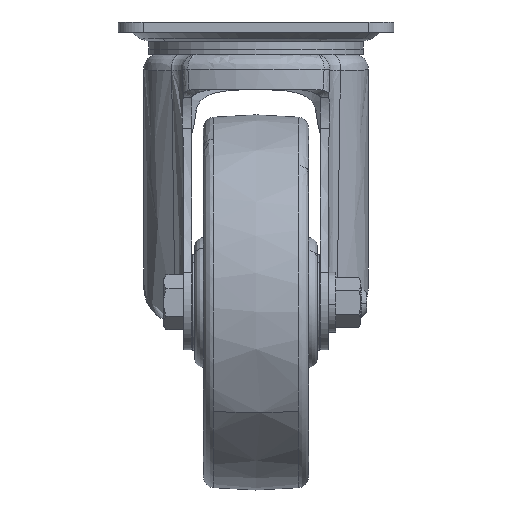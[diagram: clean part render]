
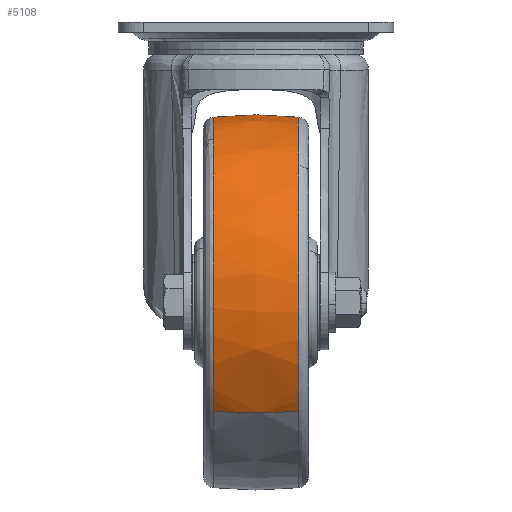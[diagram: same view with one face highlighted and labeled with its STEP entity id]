
A CAD part, left-side view. The second image highlights one B-rep face of the part: STEP entity #5108.
In plain terms, the highlighted free-form (B-spline) face has degree [2, 2] with [5, 7] control points.
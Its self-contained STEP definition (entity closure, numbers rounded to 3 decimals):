
#4800=CARTESIAN_POINT('',(-89.996,-17.01,-57.4));
#4801=VERTEX_POINT('',#4800);
#4802=CARTESIAN_POINT('',(-99.893,-17.01,-155.515));
#4803=VERTEX_POINT('',#4802);
#4804=CARTESIAN_POINT('',(-89.996,-17.01,-57.4));
#4805=CARTESIAN_POINT('',(-138.746,-17.01,-102.039));
#4806=CARTESIAN_POINT('',(-99.893,-17.01,-155.515));
#4814=(BOUNDED_CURVE()B_SPLINE_CURVE(2,(#4804,#4805,#4806),.UNSPECIFIED.,.F.,.U.)B_SPLINE_CURVE_WITH_KNOTS((3,3),(0.77,1.0),.UNSPECIFIED.)CURVE()GEOMETRIC_REPRESENTATION_ITEM()RATIONAL_B_SPLINE_CURVE((0.958,0.73,1.0))REPRESENTATION_ITEM(''));
#4815=EDGE_CURVE('',#4801,#4803,#4814,.T.);
#4894=CARTESIAN_POINT('',(19.893,-17.01,-68.485));
#4895=VERTEX_POINT('',#4894);
#4896=CARTESIAN_POINT('',(19.893,-17.01,-68.485));
#4897=CARTESIAN_POINT('',(-23.622,-17.01,-8.591));
#4898=CARTESIAN_POINT('',(-83.515,-17.01,-52.107));
#4899=CARTESIAN_POINT('',(-86.906,-17.01,-54.57));
#4900=CARTESIAN_POINT('',(-89.996,-17.01,-57.4));
#4908=(BOUNDED_CURVE()B_SPLINE_CURVE(2,(#4896,#4897,#4898,#4899,#4900),.UNSPECIFIED.,.F.,.U.)B_SPLINE_CURVE_WITH_KNOTS((3,2,3),(0.5,0.75,0.77),.UNSPECIFIED.)CURVE()GEOMETRIC_REPRESENTATION_ITEM()RATIONAL_B_SPLINE_CURVE((1.0,0.707,1.0,0.977,0.958))REPRESENTATION_ITEM(''));
#4909=EDGE_CURVE('',#4895,#4801,#4908,.T.);
#4974=CARTESIAN_POINT('',(-99.893,17.01,-155.515));
#4975=VERTEX_POINT('',#4974);
#4976=CARTESIAN_POINT('',(-99.893,-17.01,-155.515));
#4977=CARTESIAN_POINT('',(-100.545,-9.953,-155.989));
#4978=CARTESIAN_POINT('',(-100.938,1.43,-156.274));
#4979=CARTESIAN_POINT('',(-100.284,12.776,-155.799));
#4980=CARTESIAN_POINT('',(-99.893,17.01,-155.515));
#4981=B_SPLINE_CURVE_WITH_KNOTS('',3,(#4976,#4977,#4978,#4979,#4980),.UNSPECIFIED.,.F.,.U.,(4,1,4),(0.,21.309,34.094),.UNSPECIFIED.);
#4982=EDGE_CURVE('',#4803,#4975,#4981,.T.);
#4999=CARTESIAN_POINT('',(19.893,17.01,-68.485));
#5000=VERTEX_POINT('',#4999);
#5016=CARTESIAN_POINT('',(19.893,-17.01,-68.485));
#5017=CARTESIAN_POINT('',(20.301,-12.6,-68.189));
#5018=CARTESIAN_POINT('',(20.938,-1.251,-67.726));
#5019=CARTESIAN_POINT('',(20.529,10.13,-68.023));
#5020=CARTESIAN_POINT('',(19.893,17.01,-68.485));
#5021=B_SPLINE_CURVE_WITH_KNOTS('',3,(#5016,#5017,#5018,#5019,#5020),.UNSPECIFIED.,.F.,.U.,(4,1,4),(0.,13.318,34.094),.UNSPECIFIED.);
#5022=EDGE_CURVE('',#4895,#5000,#5021,.T.);
#5029=CARTESIAN_POINT('',(20.94,-18.725,-70.276));
#5030=CARTESIAN_POINT('',(21.909,-9.399,-69.612));
#5031=CARTESIAN_POINT('',(21.909,0.,-69.612));
#5032=CARTESIAN_POINT('',(21.909,9.399,-69.612));
#5033=CARTESIAN_POINT('',(20.94,18.725,-70.276));
#5034=CARTESIAN_POINT('',(20.337,-18.725,-69.446));
#5035=CARTESIAN_POINT('',(21.296,-9.399,-68.769));
#5036=CARTESIAN_POINT('',(21.296,0.,-68.769));
#5037=CARTESIAN_POINT('',(21.296,9.399,-68.769));
#5038=CARTESIAN_POINT('',(20.337,18.725,-69.446));
#5039=CARTESIAN_POINT('',(-23.667,-18.725,-8.879));
#5040=CARTESIAN_POINT('',(-23.408,-9.399,-7.24));
#5041=CARTESIAN_POINT('',(-23.408,0.,-7.24));
#5042=CARTESIAN_POINT('',(-23.408,9.399,-7.24));
#5043=CARTESIAN_POINT('',(-23.667,18.725,-8.879));
#5044=CARTESIAN_POINT('',(-83.394,-18.725,-52.273));
#5045=CARTESIAN_POINT('',(-84.084,-9.399,-51.324));
#5046=CARTESIAN_POINT('',(-84.084,0.,-51.324));
#5047=CARTESIAN_POINT('',(-84.084,9.399,-51.324));
#5048=CARTESIAN_POINT('',(-83.394,18.725,-52.273));
#5049=CARTESIAN_POINT('',(-143.121,-18.725,-95.667));
#5050=CARTESIAN_POINT('',(-144.76,-9.399,-95.408));
#5051=CARTESIAN_POINT('',(-144.76,0.,-95.408));
#5052=CARTESIAN_POINT('',(-144.76,9.399,-95.408));
#5053=CARTESIAN_POINT('',(-143.121,18.725,-95.667));
#5054=CARTESIAN_POINT('',(-99.117,-18.725,-156.234));
#5055=CARTESIAN_POINT('',(-100.056,-9.399,-156.937));
#5056=CARTESIAN_POINT('',(-100.056,0.,-156.937));
#5057=CARTESIAN_POINT('',(-100.056,9.399,-156.937));
#5058=CARTESIAN_POINT('',(-99.117,18.725,-156.234));
#5059=CARTESIAN_POINT('',(-98.514,-18.725,-157.064));
#5060=CARTESIAN_POINT('',(-99.444,-9.399,-157.78));
#5061=CARTESIAN_POINT('',(-99.444,0.,-157.78));
#5062=CARTESIAN_POINT('',(-99.444,9.399,-157.78));
#5063=CARTESIAN_POINT('',(-98.514,18.725,-157.064));
#5071=(BOUNDED_SURFACE()B_SPLINE_SURFACE(2,2,((#5029,#5034,#5039,#5044,#5049,#5054,#5059),(#5030,#5035,#5040,#5045,#5050,#5055,#5060),(#5031,#5036,#5041,#5046,#5051,#5056,#5061),(#5032,#5037,#5042,#5047,#5052,#5057,#5062),(#5033,#5038,#5043,#5048,#5053,#5058,#5063)),.UNSPECIFIED.,.F.,.F.,.U.)B_SPLINE_SURFACE_WITH_KNOTS((3,2,3),(3,1,2,1,3),(0.0,19.04,38.079),(0.0,2.485,126.749,251.013,253.499),.UNSPECIFIED.)GEOMETRIC_REPRESENTATION_ITEM()RATIONAL_B_SPLINE_SURFACE(((0.982,0.977,0.687,0.971,0.687,0.977,0.982),(0.995,0.989,0.695,0.983,0.695,0.989,0.995),(1.012,1.006,0.707,1.0,0.707,1.006,1.012),(0.995,0.989,0.695,0.983,0.695,0.989,0.995),(0.982,0.977,0.687,0.971,0.687,0.977,0.982)))REPRESENTATION_ITEM('')SURFACE());
#5072=ORIENTED_EDGE('',*,*,#4982,.F.);
#5073=ORIENTED_EDGE('',*,*,#4815,.F.);
#5074=ORIENTED_EDGE('',*,*,#4909,.F.);
#5075=ORIENTED_EDGE('',*,*,#5022,.T.);
#5076=CARTESIAN_POINT('',(-74.847,17.01,-46.682));
#5077=VERTEX_POINT('',#5076);
#5078=CARTESIAN_POINT('',(19.893,17.01,-68.485));
#5079=CARTESIAN_POINT('',(-17.987,17.01,-16.347));
#5080=CARTESIAN_POINT('',(-74.847,17.01,-46.682));
#5088=(BOUNDED_CURVE()B_SPLINE_CURVE(2,(#5078,#5079,#5080),.UNSPECIFIED.,.F.,.U.)B_SPLINE_CURVE_WITH_KNOTS((3,3),(0.5,0.726),.UNSPECIFIED.)CURVE()GEOMETRIC_REPRESENTATION_ITEM()RATIONAL_B_SPLINE_CURVE((1.0,0.735,0.95))REPRESENTATION_ITEM(''));
#5089=EDGE_CURVE('',#5000,#5077,#5088,.T.);
#5090=ORIENTED_EDGE('',*,*,#5089,.T.);
#5091=CARTESIAN_POINT('',(-74.847,17.01,-46.682));
#5092=CARTESIAN_POINT('',(-79.369,17.01,-49.094));
#5093=CARTESIAN_POINT('',(-83.515,17.01,-52.107));
#5094=CARTESIAN_POINT('',(-143.409,17.01,-95.622));
#5095=CARTESIAN_POINT('',(-99.893,17.01,-155.515));
#5103=(BOUNDED_CURVE()B_SPLINE_CURVE(2,(#5091,#5092,#5093,#5094,#5095),.UNSPECIFIED.,.F.,.U.)B_SPLINE_CURVE_WITH_KNOTS((3,2,3),(0.726,0.75,1.0),.UNSPECIFIED.)CURVE()GEOMETRIC_REPRESENTATION_ITEM()RATIONAL_B_SPLINE_CURVE((0.95,0.972,1.0,0.707,1.0))REPRESENTATION_ITEM(''));
#5104=EDGE_CURVE('',#5077,#4975,#5103,.T.);
#5105=ORIENTED_EDGE('',*,*,#5104,.T.);
#5106=EDGE_LOOP('',(#5072,#5073,#5074,#5075,#5090,#5105));
#5107=FACE_OUTER_BOUND('',#5106,.T.);
#5108=ADVANCED_FACE('',(#5107),#5071,.T.);
